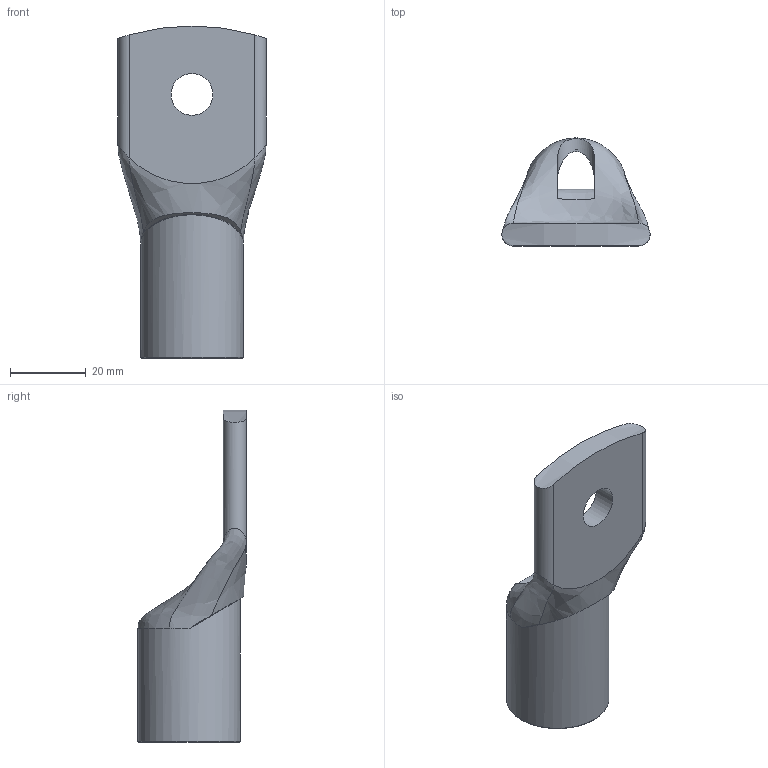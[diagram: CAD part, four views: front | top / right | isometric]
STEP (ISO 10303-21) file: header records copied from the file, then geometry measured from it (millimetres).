
FILE_DESCRIPTION((''),'2;1');
FILE_NAME('PK185-10.stp','2016-02-12T07:52:44',(''),(''),'Autodesk Inventor 2010','Autodesk Inventor 2010','');
FILE_SCHEMA(('AUTOMOTIVE_DESIGN { 1 0 10303 214 1 1 1 1 }'));
Length unit declared in the file: millimetre
Products named in the file (1): PK185-10
Bounding box: 39 x 28.5 x 87.38 mm (x, y, z)
Volume: 19541.2 mm3; surface area: 10887.2 mm2
Topology: 1 solids, 1 shells, 27 faces, 74 edges, 50 vertices
Faces by surface type: plane 11, cylinder 8, bspline 6, torus 1, cone 1
Full cylindrical faces by diameter (mm): 11 x1, 21 x1, 27 x1
Entity records: 1773 total; most frequent: CARTESIAN_POINT 1131, ORIENTED_EDGE 136, DIRECTION 103, EDGE_CURVE 68, VERTEX_POINT 49, AXIS2_PLACEMENT_3D 43, EDGE_LOOP 37, B_SPLINE_CURVE_WITH_KNOTS 30
